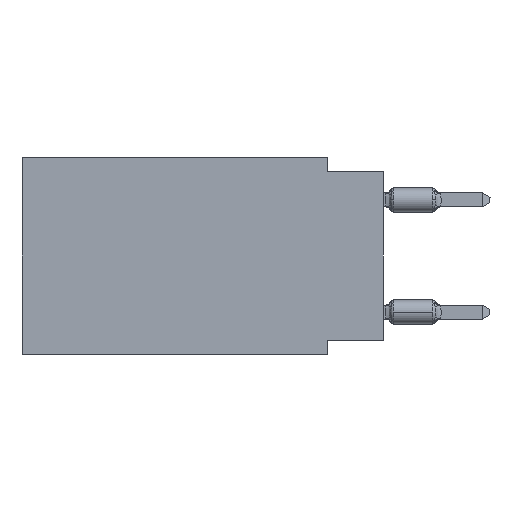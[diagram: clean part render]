
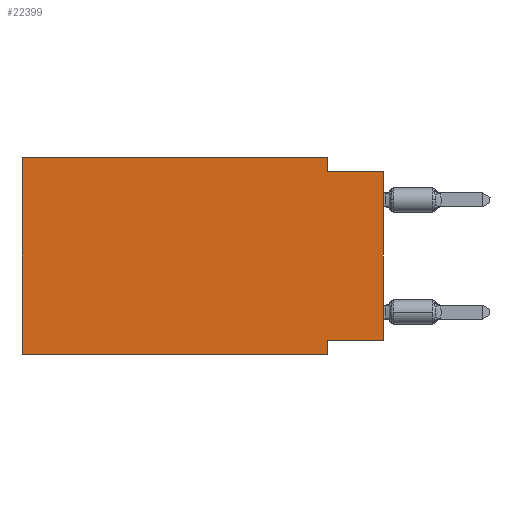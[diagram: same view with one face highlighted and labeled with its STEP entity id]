
A CAD part, left-side view. The second image highlights one B-rep face of the part: STEP entity #22399.
In plain terms, the highlighted planar face has unit normal (-1, 0, 0).
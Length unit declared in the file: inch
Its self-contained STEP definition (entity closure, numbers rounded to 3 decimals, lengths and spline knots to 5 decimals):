
#87 = VECTOR ( 'NONE', #36638, 39.37008 ) ;
#494 = CARTESIAN_POINT ( 'NONE',  ( 0., 0., -0.325 ) ) ;
#2948 = CARTESIAN_POINT ( 'NONE',  ( 0., 0., -0.025 ) ) ;
#3137 = VERTEX_POINT ( 'NONE', #23277 ) ;
#3250 = CARTESIAN_POINT ( 'NONE',  ( 0., 0.1, -0.325 ) ) ;
#3476 = EDGE_CURVE ( 'NONE', #40069, #26609, #21806, .T. ) ;
#3665 = DIRECTION ( 'NONE',  ( 0., 0., 1. ) ) ;
#6058 = DIRECTION ( 'NONE',  ( 0., -1., 0. ) ) ;
#6212 = FACE_OUTER_BOUND ( 'NONE', #12928, .T. ) ;
#6628 = DIRECTION ( 'NONE',  ( 0., 0., -1. ) ) ;
#7122 = VECTOR ( 'NONE', #27413, 39.37008 ) ;
#8027 = VECTOR ( 'NONE', #19234, 39.37008 ) ;
#10607 = LINE ( 'NONE', #38451, #29837 ) ;
#10657 = ORIENTED_EDGE ( 'NONE', *, *, #3476, .T. ) ;
#10907 = CARTESIAN_POINT ( 'NONE',  ( 0., 0.1, 0. ) ) ;
#12151 = EDGE_CURVE ( 'NONE', #33584, #39655, #16073, .T. ) ;
#12448 = LINE ( 'NONE', #34918, #8027 ) ;
#12715 = DIRECTION ( 'NONE',  ( 0., 1., 0. ) ) ;
#12928 = EDGE_LOOP ( 'NONE', ( #15393, #30335, #18450, #14660, #21414, #10657, #32773, #17837 ) ) ;
#13492 = DIRECTION ( 'NONE',  ( 0., 0., 1. ) ) ;
#13746 = LINE ( 'NONE', #38692, #21443 ) ;
#14660 = ORIENTED_EDGE ( 'NONE', *, *, #25385, .F. ) ;
#15127 = EDGE_CURVE ( 'NONE', #23217, #26609, #13746, .T. ) ;
#15371 = CARTESIAN_POINT ( 'NONE',  ( 0., 0.645, 0. ) ) ;
#15393 = ORIENTED_EDGE ( 'NONE', *, *, #12151, .T. ) ;
#16073 = LINE ( 'NONE', #28485, #21743 ) ;
#16616 = DIRECTION ( 'NONE',  ( 0., 0., -1. ) ) ;
#16967 = VECTOR ( 'NONE', #6058, 39.37008 ) ;
#16968 = EDGE_CURVE ( 'NONE', #33584, #23217, #32088, .T. ) ;
#16996 = CARTESIAN_POINT ( 'NONE',  ( 0., 0.1, -0.35 ) ) ;
#17837 = ORIENTED_EDGE ( 'NONE', *, *, #16968, .F. ) ;
#18255 = CARTESIAN_POINT ( 'NONE',  ( 0., 0., -0.025 ) ) ;
#18450 = ORIENTED_EDGE ( 'NONE', *, *, #19822, .F. ) ;
#19234 = DIRECTION ( 'NONE',  ( 0., -1., 0. ) ) ;
#19429 = CARTESIAN_POINT ( 'NONE',  ( 0., 0.645, 0. ) ) ;
#19822 = EDGE_CURVE ( 'NONE', #3137, #40313, #39578, .T. ) ;
#21414 = ORIENTED_EDGE ( 'NONE', *, *, #36286, .F. ) ;
#21443 = VECTOR ( 'NONE', #16616, 39.37008 ) ;
#21743 = VECTOR ( 'NONE', #3665, 39.37008 ) ;
#21806 = LINE ( 'NONE', #34364, #16967 ) ;
#22399 = ADVANCED_FACE ( 'NONE', ( #6212 ), #34919, .F. ) ;
#23217 = VERTEX_POINT ( 'NONE', #3250 ) ;
#23277 = CARTESIAN_POINT ( 'NONE',  ( 0., 0.1, 0. ) ) ;
#25007 = AXIS2_PLACEMENT_3D ( 'NONE', #19429, #32216, #6628 ) ;
#25385 = EDGE_CURVE ( 'NONE', #28115, #3137, #12448, .T. ) ;
#26609 = VERTEX_POINT ( 'NONE', #16996 ) ;
#27413 = DIRECTION ( 'NONE',  ( 0., 0., -1. ) ) ;
#28115 = VERTEX_POINT ( 'NONE', #15371 ) ;
#28485 = CARTESIAN_POINT ( 'NONE',  ( 0., 0., 0. ) ) ;
#29837 = VECTOR ( 'NONE', #13492, 39.37008 ) ;
#30335 = ORIENTED_EDGE ( 'NONE', *, *, #37211, .F. ) ;
#32030 = VECTOR ( 'NONE', #12715, 39.37008 ) ;
#32088 = LINE ( 'NONE', #494, #32030 ) ;
#32216 = DIRECTION ( 'NONE',  ( 1., 0., 0. ) ) ;
#32413 = CARTESIAN_POINT ( 'NONE',  ( 0., 0., -0.325 ) ) ;
#32773 = ORIENTED_EDGE ( 'NONE', *, *, #15127, .F. ) ;
#33035 = CARTESIAN_POINT ( 'NONE',  ( 0., 0.1, -0.025 ) ) ;
#33584 = VERTEX_POINT ( 'NONE', #32413 ) ;
#34364 = CARTESIAN_POINT ( 'NONE',  ( 0., 0.645, -0.35 ) ) ;
#34918 = CARTESIAN_POINT ( 'NONE',  ( 0., 0.645, 0. ) ) ;
#34919 = PLANE ( 'NONE',  #25007 ) ;
#36286 = EDGE_CURVE ( 'NONE', #40069, #28115, #10607, .T. ) ;
#36638 = DIRECTION ( 'NONE',  ( 0., -1., 0. ) ) ;
#37211 = EDGE_CURVE ( 'NONE', #40313, #39655, #39322, .T. ) ;
#37946 = CARTESIAN_POINT ( 'NONE',  ( 0., 0.645, -0.35 ) ) ;
#38451 = CARTESIAN_POINT ( 'NONE',  ( 0., 0.645, 0. ) ) ;
#38692 = CARTESIAN_POINT ( 'NONE',  ( 0., 0.1, -0.35 ) ) ;
#39322 = LINE ( 'NONE', #18255, #87 ) ;
#39578 = LINE ( 'NONE', #10907, #7122 ) ;
#39655 = VERTEX_POINT ( 'NONE', #2948 ) ;
#40069 = VERTEX_POINT ( 'NONE', #37946 ) ;
#40313 = VERTEX_POINT ( 'NONE', #33035 ) ;
